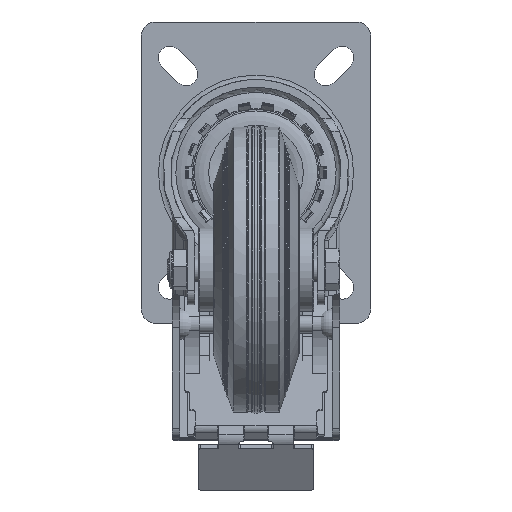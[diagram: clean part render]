
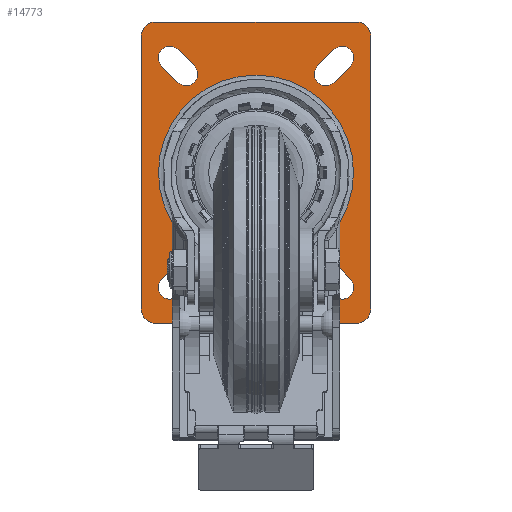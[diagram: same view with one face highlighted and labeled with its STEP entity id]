
A CAD part, front view. The second image highlights one B-rep face of the part: STEP entity #14773.
In plain terms, the highlighted planar face has unit normal (0, -1, 0).
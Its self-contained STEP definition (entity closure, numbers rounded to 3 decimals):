
#1128=CIRCLE('',#15839,4.1);
#1130=CIRCLE('',#15843,4.1);
#1132=CIRCLE('',#15847,4.1);
#1134=CIRCLE('',#15851,4.1);
#1136=CIRCLE('',#15854,4.1);
#1138=CIRCLE('',#15858,4.1);
#1140=CIRCLE('',#15862,4.1);
#1142=CIRCLE('',#15866,4.1);
#1144=CIRCLE('',#15870,34.);
#1145=CIRCLE('',#15871,5.);
#1146=CIRCLE('',#15872,5.);
#1147=CIRCLE('',#15873,5.);
#1148=CIRCLE('',#15874,5.);
#2150=VECTOR('',#18252,1.);
#2155=VECTOR('',#18264,1.);
#2158=VECTOR('',#18274,1.);
#2163=VECTOR('',#18286,1.);
#2168=VECTOR('',#18304,1.);
#2172=VECTOR('',#18315,1.);
#2176=VECTOR('',#18326,1.);
#2180=VECTOR('',#18337,1.);
#2182=VECTOR('',#18344,1.);
#2183=VECTOR('',#18347,1.);
#2184=VECTOR('',#18350,1.);
#2185=VECTOR('',#18353,1.);
#3232=LINE('',#23125,#2150);
#3237=LINE('',#23140,#2155);
#3240=LINE('',#23149,#2158);
#3245=LINE('',#23164,#2163);
#3250=LINE('',#23182,#2168);
#3254=LINE('',#23194,#2172);
#3258=LINE('',#23206,#2176);
#3262=LINE('',#23218,#2180);
#3264=LINE('',#23226,#2182);
#3265=LINE('',#23230,#2183);
#3266=LINE('',#23234,#2184);
#3267=LINE('',#23238,#2185);
#4393=VERTEX_POINT('',#23126);
#4394=VERTEX_POINT('',#23127);
#4397=VERTEX_POINT('',#23135);
#4399=VERTEX_POINT('',#23141);
#4401=VERTEX_POINT('',#23150);
#4402=VERTEX_POINT('',#23151);
#4405=VERTEX_POINT('',#23159);
#4407=VERTEX_POINT('',#23165);
#4409=VERTEX_POINT('',#23174);
#4410=VERTEX_POINT('',#23175);
#4413=VERTEX_POINT('',#23183);
#4415=VERTEX_POINT('',#23189);
#4417=VERTEX_POINT('',#23198);
#4418=VERTEX_POINT('',#23199);
#4421=VERTEX_POINT('',#23207);
#4423=VERTEX_POINT('',#23213);
#4425=VERTEX_POINT('',#23222);
#4426=VERTEX_POINT('',#23224);
#4427=VERTEX_POINT('',#23225);
#4428=VERTEX_POINT('',#23227);
#4429=VERTEX_POINT('',#23229);
#4430=VERTEX_POINT('',#23231);
#4431=VERTEX_POINT('',#23233);
#4432=VERTEX_POINT('',#23235);
#4433=VERTEX_POINT('',#23237);
#6362=EDGE_CURVE('',#4393,#4394,#3232,.T.);
#6366=EDGE_CURVE('',#4394,#4397,#1128,.T.);
#6369=EDGE_CURVE('',#4397,#4399,#3237,.T.);
#6372=EDGE_CURVE('',#4399,#4393,#1130,.T.);
#6374=EDGE_CURVE('',#4401,#4402,#3240,.T.);
#6378=EDGE_CURVE('',#4402,#4405,#1132,.T.);
#6381=EDGE_CURVE('',#4405,#4407,#3245,.T.);
#6384=EDGE_CURVE('',#4407,#4401,#1134,.T.);
#6386=EDGE_CURVE('',#4409,#4410,#1136,.T.);
#6390=EDGE_CURVE('',#4410,#4413,#3250,.T.);
#6393=EDGE_CURVE('',#4413,#4415,#1138,.T.);
#6396=EDGE_CURVE('',#4415,#4409,#3254,.T.);
#6398=EDGE_CURVE('',#4417,#4418,#1140,.T.);
#6402=EDGE_CURVE('',#4418,#4421,#3258,.T.);
#6405=EDGE_CURVE('',#4421,#4423,#1142,.T.);
#6408=EDGE_CURVE('',#4423,#4417,#3262,.T.);
#6410=EDGE_CURVE('',#4425,#4425,#1144,.T.);
#6411=EDGE_CURVE('',#4426,#4427,#1145,.T.);
#6412=EDGE_CURVE('',#4428,#4426,#3264,.T.);
#6413=EDGE_CURVE('',#4429,#4428,#1146,.T.);
#6414=EDGE_CURVE('',#4430,#4429,#3265,.T.);
#6415=EDGE_CURVE('',#4431,#4430,#1147,.T.);
#6416=EDGE_CURVE('',#4432,#4431,#3266,.T.);
#6417=EDGE_CURVE('',#4433,#4432,#1148,.T.);
#6418=EDGE_CURVE('',#4427,#4433,#3267,.T.);
#9502=ORIENTED_EDGE('',*,*,#6410,.T.);
#9503=ORIENTED_EDGE('',*,*,#6411,.F.);
#9504=ORIENTED_EDGE('',*,*,#6412,.F.);
#9505=ORIENTED_EDGE('',*,*,#6413,.F.);
#9506=ORIENTED_EDGE('',*,*,#6414,.F.);
#9507=ORIENTED_EDGE('',*,*,#6415,.F.);
#9508=ORIENTED_EDGE('',*,*,#6416,.F.);
#9509=ORIENTED_EDGE('',*,*,#6417,.F.);
#9510=ORIENTED_EDGE('',*,*,#6418,.F.);
#9511=ORIENTED_EDGE('',*,*,#6405,.T.);
#9512=ORIENTED_EDGE('',*,*,#6408,.T.);
#9513=ORIENTED_EDGE('',*,*,#6398,.T.);
#9514=ORIENTED_EDGE('',*,*,#6402,.T.);
#9515=ORIENTED_EDGE('',*,*,#6393,.T.);
#9516=ORIENTED_EDGE('',*,*,#6396,.T.);
#9517=ORIENTED_EDGE('',*,*,#6386,.T.);
#9518=ORIENTED_EDGE('',*,*,#6390,.T.);
#9519=ORIENTED_EDGE('',*,*,#6381,.T.);
#9520=ORIENTED_EDGE('',*,*,#6384,.T.);
#9521=ORIENTED_EDGE('',*,*,#6374,.T.);
#9522=ORIENTED_EDGE('',*,*,#6378,.T.);
#9523=ORIENTED_EDGE('',*,*,#6369,.T.);
#9524=ORIENTED_EDGE('',*,*,#6372,.T.);
#9525=ORIENTED_EDGE('',*,*,#6362,.T.);
#9526=ORIENTED_EDGE('',*,*,#6366,.T.);
#12644=EDGE_LOOP('',(#9502));
#12645=EDGE_LOOP('',(#9503,#9504,#9505,#9506,#9507,#9508,#9509,#9510));
#12646=EDGE_LOOP('',(#9511,#9512,#9513,#9514));
#12647=EDGE_LOOP('',(#9515,#9516,#9517,#9518));
#12648=EDGE_LOOP('',(#9519,#9520,#9521,#9522));
#12649=EDGE_LOOP('',(#9523,#9524,#9525,#9526));
#13711=FACE_BOUND('',#12644,.T.);
#13712=FACE_BOUND('',#12645,.T.);
#13713=FACE_BOUND('',#12646,.T.);
#13714=FACE_BOUND('',#12647,.T.);
#13715=FACE_BOUND('',#12648,.T.);
#13716=FACE_BOUND('',#12649,.T.);
#14773=ADVANCED_FACE('',(#13711,#13712,#13713,#13714,#13715,#13716),#32306,
 .T.);
#15839=AXIS2_PLACEMENT_3D('',#23134,#18258,#18259);
#15843=AXIS2_PLACEMENT_3D('',#23146,#18269,#18270);
#15847=AXIS2_PLACEMENT_3D('',#23158,#18280,#18281);
#15851=AXIS2_PLACEMENT_3D('',#23170,#18291,#18292);
#15854=AXIS2_PLACEMENT_3D('',#23173,#18297,#18298);
#15858=AXIS2_PLACEMENT_3D('',#23188,#18309,#18310);
#15862=AXIS2_PLACEMENT_3D('',#23197,#18319,#18320);
#15866=AXIS2_PLACEMENT_3D('',#23212,#18331,#18332);
#15869=AXIS2_PLACEMENT_3D('',#23220,#18339,$);
#15870=AXIS2_PLACEMENT_3D('',#23221,#18340,#18341);
#15871=AXIS2_PLACEMENT_3D('',#23223,#18342,#18343);
#15872=AXIS2_PLACEMENT_3D('',#23228,#18345,#18346);
#15873=AXIS2_PLACEMENT_3D('',#23232,#18348,#18349);
#15874=AXIS2_PLACEMENT_3D('',#23236,#18351,#18352);
#18252=DIRECTION('',(-0.707,0.,-0.707));
#18258=DIRECTION('',(0.,1.,0.));
#18259=DIRECTION('',(4.1,0.,0.));
#18264=DIRECTION('',(0.707,0.,0.707));
#18269=DIRECTION('',(0.,1.,0.));
#18270=DIRECTION('',(4.1,0.,0.));
#18274=DIRECTION('',(0.707,0.,-0.707));
#18280=DIRECTION('',(0.,1.,0.));
#18281=DIRECTION('',(4.1,0.,0.));
#18286=DIRECTION('',(-0.707,0.,0.707));
#18291=DIRECTION('',(0.,1.,0.));
#18292=DIRECTION('',(4.1,0.,0.));
#18297=DIRECTION('',(0.,1.,0.));
#18298=DIRECTION('',(4.1,0.,0.));
#18304=DIRECTION('',(0.707,0.,0.707));
#18309=DIRECTION('',(0.,1.,0.));
#18310=DIRECTION('',(4.1,0.,0.));
#18315=DIRECTION('',(-0.707,0.,-0.707));
#18319=DIRECTION('',(0.,1.,0.));
#18320=DIRECTION('',(4.1,0.,0.));
#18326=DIRECTION('',(-0.707,0.,0.707));
#18331=DIRECTION('',(0.,1.,0.));
#18332=DIRECTION('',(4.1,0.,0.));
#18337=DIRECTION('',(0.707,0.,-0.707));
#18339=DIRECTION('',(0.,-1.,0.));
#18340=DIRECTION('',(0.,1.,0.));
#18341=DIRECTION('',(34.,0.,0.));
#18342=DIRECTION('',(0.,1.,0.));
#18343=DIRECTION('',(5.,0.,0.));
#18344=DIRECTION('',(0.,0.,1.));
#18345=DIRECTION('',(0.,1.,0.));
#18346=DIRECTION('',(5.,0.,0.));
#18347=DIRECTION('',(-1.,0.,0.));
#18348=DIRECTION('',(0.,1.,0.));
#18349=DIRECTION('',(5.,0.,0.));
#18350=DIRECTION('',(0.,0.,-1.));
#18351=DIRECTION('',(0.,1.,0.));
#18352=DIRECTION('',(5.,0.,0.));
#18353=DIRECTION('',(1.,0.,0.));
#23125=CARTESIAN_POINT('',(22.61,-2.5,26.812));
#23126=CARTESIAN_POINT('',(32.899,-2.5,37.101));
#23127=CARTESIAN_POINT('',(27.242,-2.5,31.444));
#23134=CARTESIAN_POINT('',(24.343,-2.5,34.343));
#23135=CARTESIAN_POINT('',(21.444,-2.5,37.242));
#23140=CARTESIAN_POINT('',(16.812,-2.5,32.61));
#23141=CARTESIAN_POINT('',(27.101,-2.5,42.899));
#23146=CARTESIAN_POINT('',(30.,-2.5,40.));
#23149=CARTESIAN_POINT('',(22.61,-2.5,-26.812));
#23150=CARTESIAN_POINT('',(27.242,-2.5,-31.444));
#23151=CARTESIAN_POINT('',(32.899,-2.5,-37.101));
#23158=CARTESIAN_POINT('',(30.,-2.5,-40.));
#23159=CARTESIAN_POINT('',(27.101,-2.5,-42.899));
#23164=CARTESIAN_POINT('',(16.812,-2.5,-32.61));
#23165=CARTESIAN_POINT('',(21.444,-2.5,-37.242));
#23170=CARTESIAN_POINT('',(24.343,-2.5,-34.343));
#23173=CARTESIAN_POINT('',(-30.,-2.5,-40.));
#23174=CARTESIAN_POINT('',(-27.101,-2.5,-42.899));
#23175=CARTESIAN_POINT('',(-32.899,-2.5,-37.101));
#23182=CARTESIAN_POINT('',(-5.36,-2.5,-9.562));
#23183=CARTESIAN_POINT('',(-27.242,-2.5,-31.444));
#23188=CARTESIAN_POINT('',(-24.343,-2.5,-34.343));
#23189=CARTESIAN_POINT('',(-21.444,-2.5,-37.242));
#23194=CARTESIAN_POINT('',(0.438,-2.5,-15.36));
#23197=CARTESIAN_POINT('',(-24.343,-2.5,34.343));
#23198=CARTESIAN_POINT('',(-21.444,-2.5,37.242));
#23199=CARTESIAN_POINT('',(-27.242,-2.5,31.444));
#23206=CARTESIAN_POINT('',(-5.36,-2.5,9.562));
#23207=CARTESIAN_POINT('',(-32.899,-2.5,37.101));
#23212=CARTESIAN_POINT('',(-30.,-2.5,40.));
#23213=CARTESIAN_POINT('',(-27.101,-2.5,42.899));
#23218=CARTESIAN_POINT('',(0.438,-2.5,15.36));
#23220=CARTESIAN_POINT('',(34.5,-2.5,0.));
#23221=CARTESIAN_POINT('',(0.,-2.5,0.));
#23222=CARTESIAN_POINT('',(34.,-2.5,0.));
#23223=CARTESIAN_POINT('',(-35.,-2.5,47.5));
#23224=CARTESIAN_POINT('',(-40.,-2.5,47.5));
#23225=CARTESIAN_POINT('',(-35.,-2.5,52.5));
#23226=CARTESIAN_POINT('',(-40.,-2.5,-47.5));
#23227=CARTESIAN_POINT('',(-40.,-2.5,-47.5));
#23228=CARTESIAN_POINT('',(-35.,-2.5,-47.5));
#23229=CARTESIAN_POINT('',(-35.,-2.5,-52.5));
#23230=CARTESIAN_POINT('',(35.,-2.5,-52.5));
#23231=CARTESIAN_POINT('',(35.,-2.5,-52.5));
#23232=CARTESIAN_POINT('',(35.,-2.5,-47.5));
#23233=CARTESIAN_POINT('',(40.,-2.5,-47.5));
#23234=CARTESIAN_POINT('',(40.,-2.5,47.5));
#23235=CARTESIAN_POINT('',(40.,-2.5,47.5));
#23236=CARTESIAN_POINT('',(35.,-2.5,47.5));
#23237=CARTESIAN_POINT('',(35.,-2.5,52.5));
#23238=CARTESIAN_POINT('',(-35.,-2.5,52.5));
#32306=PLANE('',#15869);
